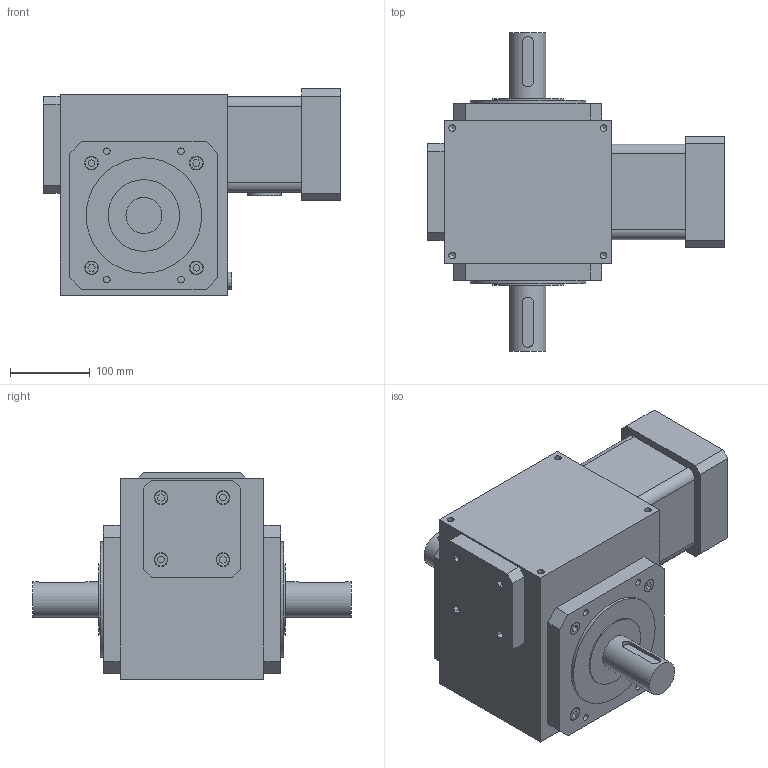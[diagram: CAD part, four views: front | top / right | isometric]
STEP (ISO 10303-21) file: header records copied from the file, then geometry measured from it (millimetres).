
FILE_DESCRIPTION(/* description */ ('Unknown'),/* implementation_level */ '2;1');
FILE_NAME(/* name */ 'W089020.SKDS03GLQER-',/* time_stamp */ '2024-09-11T08:14:18-04:00',/* author */ ('Unknown'),/* organization */ ('Unknown'),/* preprocessor_version */ 'ST-DEVELOPER v18.1',/* originating_system */ 'Solid Edge',/* authorisation */ 'Unknown');
FILE_SCHEMA (('AUTOMOTIVE_DESIGN {1 0 10303 214 3 1 1}'));
Length unit declared in the file: millimetre
Products named in the file (7): W089020.SKDS03GLQER-; 89WS-1-CP; 89WM-M20-CP; RG35K-R; MP2GLQE-CP; 89WM-OUTS; 89WS-WCAP
Assembly tree (7 placements, depth 2):
  W089020.SKDS03GLQER-
    89WS-1-CP
    89WM-M20-CP
    RG35K-R
    MP2GLQE-CP
    89WM-OUTS  x2
    89WS-WCAP
Bounding box: 373.38 x 400 x 258.83 mm (x, y, z)
Volume: 12046075.4 mm3; surface area: 802647 mm2
Topology: 7 solids, 7 shells, 399 faces, 949 edges, 633 vertices
Faces by surface type: plane 262, cylinder 118, cone 19
Full cylindrical faces by diameter (mm): 6.647 x4, 8.376 x28, 8.5 x2, 10 x8, 16 x16, 17.25 x16, 21.9 x1, 28.009 x1, 37.84 x1, 40 x4, 45.005 x2, 85 x1, 89.89 x3, 90.053 x1, 130 x1, 144.935 x2
Entity records: 10603 total; most frequent: CARTESIAN_POINT 1603, DIRECTION 1498, ORIENTED_EDGE 1296, EDGE_CURVE 648, AXIS2_PLACEMENT_3D 524, FACE_BOUND 510, EDGE_LOOP 496, VERTEX_POINT 492
